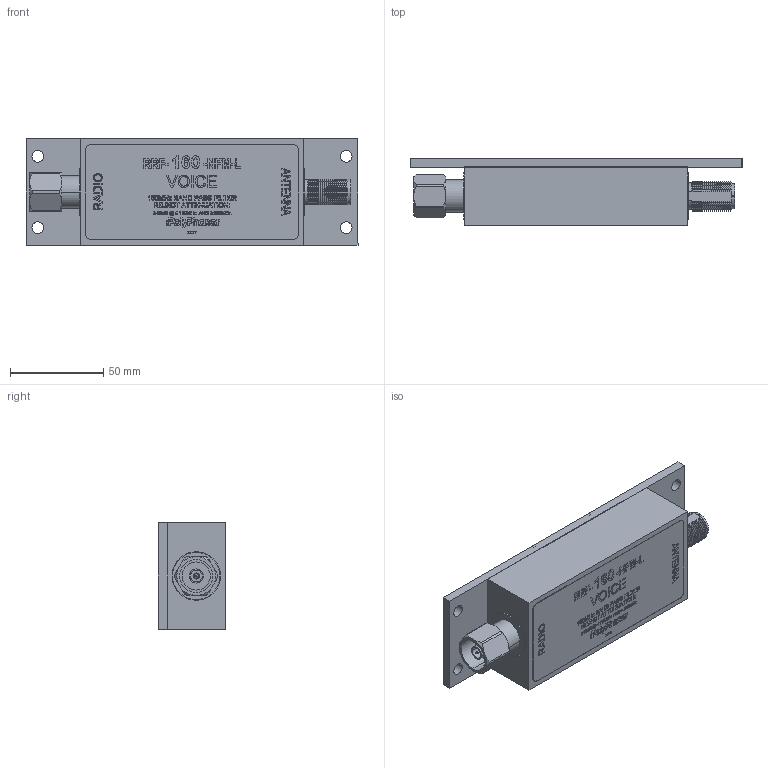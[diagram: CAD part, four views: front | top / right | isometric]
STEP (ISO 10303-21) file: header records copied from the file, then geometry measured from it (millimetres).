
FILE_DESCRIPTION (( 'STEP AP214' ), '1' );
FILE_NAME ('RRF-160-NFM-L.STEP', '2019-07-30T17:21:26', ( '' ), ( '' ), 'SwSTEP 2.0', 'SolidWorks 2019', '' );
FILE_SCHEMA (( 'AUTOMOTIVE_DESIGN' ));
Length unit declared in the file: inch
Products named in the file (23): 2011-1306; 1141-0611-06; Body^2012-1312; NUT^2012-1312; 5330-0377; 2003-3011; 1141-0611-06_1141-0611-06; 5420-0267; RRF-160-NFM-L; 2012-1312
Assembly tree (15 placements, depth 3):
  1141-0611-06
  1141-0611-06
  1141-0611-06
  Body^2012-1312
  1141-0611-06
Bounding box: 177.8 x 36.26 x 57.15 mm (x, y, z)
Volume: 198270.7 mm3; surface area: 78992.6 mm2
Topology: 14 solids, 14 shells, 2755 faces, 7245 edges, 4661 vertices
Faces by surface type: plane 1161, cone 616, cylinder 612, bspline 362, torus 4
Entity records: 100663 total; most frequent: CARTESIAN_POINT 34443, ORIENTED_EDGE 10672, DIRECTION 8521, EDGE_CURVE 5336, VERTEX_POINT 3506, VECTOR 3501, LINE 3501, AXIS2_PLACEMENT_3D 2510
